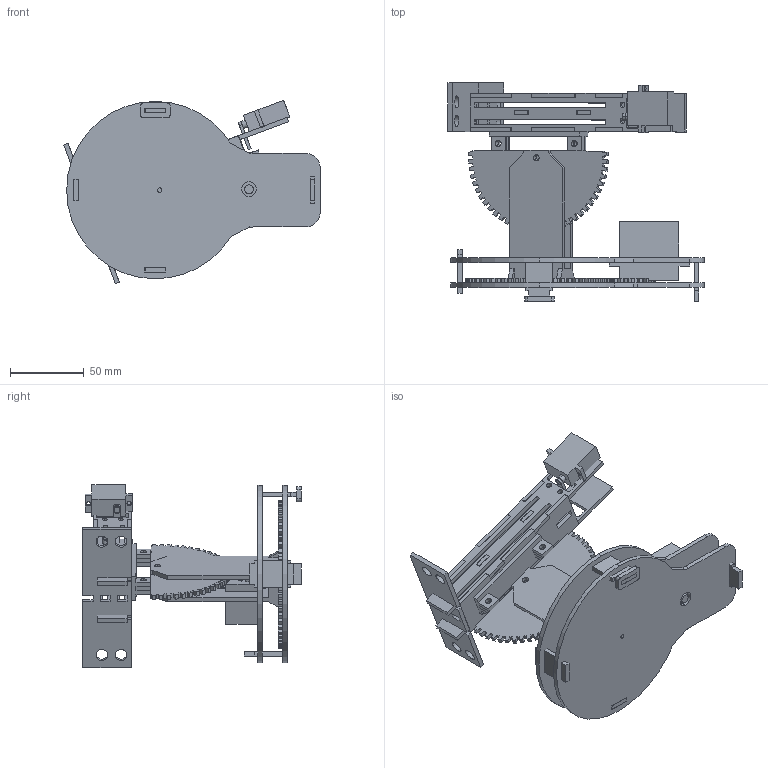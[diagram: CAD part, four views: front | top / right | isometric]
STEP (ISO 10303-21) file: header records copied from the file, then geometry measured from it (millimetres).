
FILE_DESCRIPTION (( 'STEP AP214' ), '1' );
FILE_NAME ('SB_ful.STEP', '2025-06-08T13:33:59', ( '' ), ( '' ), 'SwSTEP 2.0', 'SolidWorks 2022', '' );
FILE_SCHEMA (( 'AUTOMOTIVE_DESIGN' ));
Length unit declared in the file: millimetre
Products named in the file (17): opora_po_uglam; chast_bokovaya; gashetka; Koleso_niz_big; podstavka_chtoby_ne_padalo; Koleso_niz_small; chast_verh; servo_privod_upr_mal; osnova_niz; Koleso_verh_big; pricel; osnova_rogatki; kurok; srednya; servo_privod_upr; osnova_verh; SB_ful
Assembly tree (23 placements, depth 2):
  SB_ful
    osnova_niz
    opora_po_uglam  x4
    Koleso_niz_big
    Koleso_niz_small  x2
    osnova_verh
    servo_privod_upr
    servo_privod_upr_mal  x2
    Koleso_verh_big
    podstavka_chtoby_ne_padalo
    osnova_rogatki
    kurok
    chast_verh  x2
    chast_bokovaya  x2
    pricel
    srednya
    gashetka
Bounding box: 173.39 x 147.9 x 124.08 mm (x, y, z)
Volume: 232311.2 mm3; surface area: 159020.4 mm2
Topology: 23 solids, 23 shells, 1066 faces, 3048 edges, 2032 vertices
Faces by surface type: plane 842, cylinder 224
Entity records: 28434 total; most frequent: CARTESIAN_POINT 4921, ORIENTED_EDGE 4860, DIRECTION 4556, EDGE_CURVE 2430, VECTOR 2046, LINE 2046, VERTEX_POINT 1620, AXIS2_PLACEMENT_3D 1255
